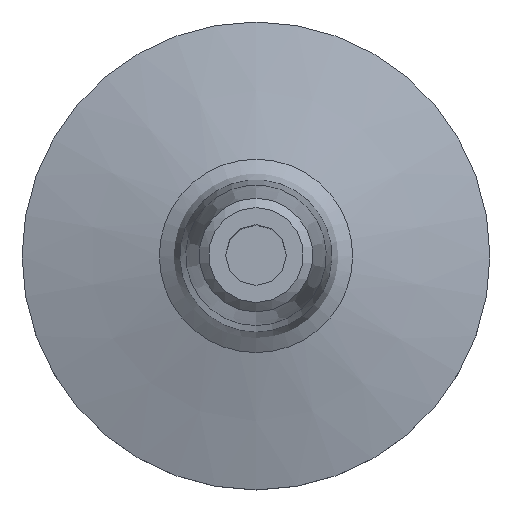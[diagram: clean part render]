
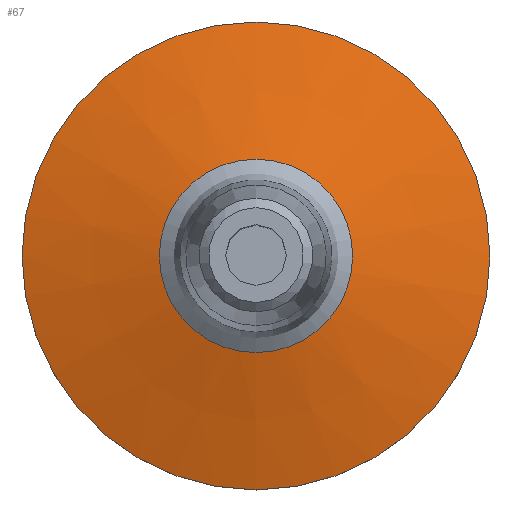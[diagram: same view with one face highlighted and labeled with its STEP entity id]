
A CAD part, top view. The second image highlights one B-rep face of the part: STEP entity #67.
In plain terms, the highlighted conical face has half-angle 75 degrees and reference radius 10.332 mm.
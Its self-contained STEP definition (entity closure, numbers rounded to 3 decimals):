
#47=CONICAL_SURFACE('',#240,10.332,75.);
#67=ADVANCED_FACE('',(#93,#94),#47,.T.);
#93=FACE_BOUND('',#120,.T.);
#94=FACE_BOUND('',#121,.T.);
#120=EDGE_LOOP('',(#149,#150));
#121=EDGE_LOOP('',(#151));
#149=ORIENTED_EDGE('',*,*,#196,.F.);
#150=ORIENTED_EDGE('',*,*,#197,.F.);
#151=ORIENTED_EDGE('',*,*,#193,.T.);
#176=VERTEX_POINT('',#337);
#179=VERTEX_POINT('',#347);
#180=VERTEX_POINT('',#348);
#193=EDGE_CURVE('',#176,#176,#211,.T.);
#196=EDGE_CURVE('',#179,#180,#214,.T.);
#197=EDGE_CURVE('',#180,#179,#215,.T.);
#211=CIRCLE('',#231,10.332);
#214=CIRCLE('',#238,25.);
#215=CIRCLE('',#239,25.);
#231=AXIS2_PLACEMENT_3D('',#336,#272,#273);
#238=AXIS2_PLACEMENT_3D('',#346,#286,#287);
#239=AXIS2_PLACEMENT_3D('',#349,#288,#289);
#240=AXIS2_PLACEMENT_3D('',#350,#290,#291);
#272=DIRECTION('',(0.,0.,-1.));
#273=DIRECTION('',(0.,-1.,0.));
#286=DIRECTION('',(0.,0.,-1.));
#287=DIRECTION('',(0.,-1.,0.));
#288=DIRECTION('',(0.,0.,-1.));
#289=DIRECTION('',(0.,-1.,0.));
#290=DIRECTION('',(0.,0.,-1.));
#291=DIRECTION('',(0.,1.,0.));
#336=CARTESIAN_POINT('',(0.,0.,8.93));
#337=CARTESIAN_POINT('',(0.,-10.332,8.93));
#346=CARTESIAN_POINT('',(0.,0.,5.));
#347=CARTESIAN_POINT('',(0.,-25.,5.));
#348=CARTESIAN_POINT('',(0.,25.,5.));
#349=CARTESIAN_POINT('',(0.,0.,5.));
#350=CARTESIAN_POINT('',(0.,0.,8.93));
